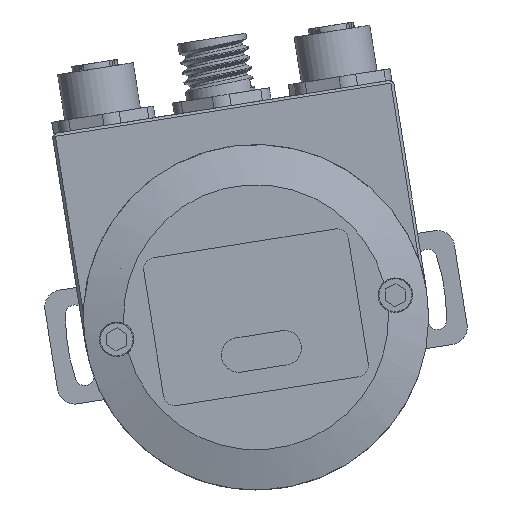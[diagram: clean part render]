
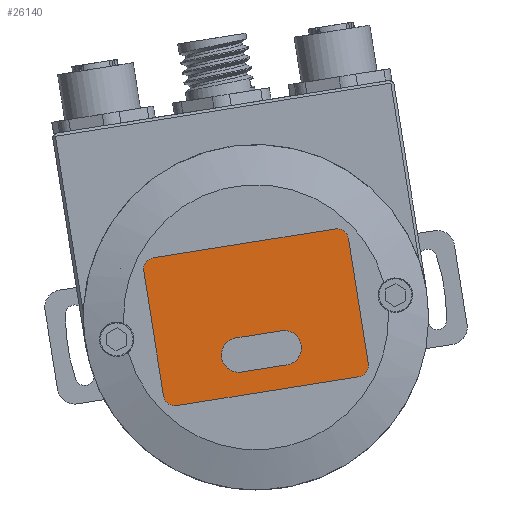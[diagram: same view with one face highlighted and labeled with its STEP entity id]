
A CAD part, front view. The second image highlights one B-rep face of the part: STEP entity #26140.
In plain terms, the highlighted planar face has unit normal (0, -1, 0).
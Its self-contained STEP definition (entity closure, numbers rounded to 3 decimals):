
#1090 = FACE_BOUND ( 'NONE', #7983, .T. ) ;
#1553 = CARTESIAN_POINT ( 'NONE',  ( -17.833, -68.587, -6.43 ) ) ;
#1575 = AXIS2_PLACEMENT_3D ( 'NONE', #34121, #22250, #8166 ) ;
#1650 = VECTOR ( 'NONE', #19504, 1000. ) ;
#1966 = VECTOR ( 'NONE', #32720, 1000. ) ;
#1995 = DIRECTION ( 'NONE',  ( 0.988, 0., 0.156 ) ) ;
#2587 = EDGE_CURVE ( 'NONE', #18875, #25496, #30402, .T. ) ;
#2964 = ORIENTED_EDGE ( 'NONE', *, *, #9444, .T. ) ;
#3029 = CARTESIAN_POINT ( 'NONE',  ( -13.824, -68.587, -18.957 ) ) ;
#3480 = CARTESIAN_POINT ( 'NONE',  ( 16.003, -68.587, 10.066 ) ) ;
#4541 = VECTOR ( 'NONE', #13724, 1000. ) ;
#4623 = DIRECTION ( 'NONE',  ( 0.988, 0., 0.156 ) ) ;
#4709 = CARTESIAN_POINT ( 'NONE',  ( -13.824, -68.587, -18.957 ) ) ;
#4933 = AXIS2_PLACEMENT_3D ( 'NONE', #29884, #26491, #15418 ) ;
#5011 = AXIS2_PLACEMENT_3D ( 'NONE', #14576, #34532, #14042 ) ;
#5831 = CARTESIAN_POINT ( 'NONE',  ( -2.597, -68.587, -13.129 ) ) ;
#6255 = EDGE_CURVE ( 'NONE', #24159, #29112, #18257, .T. ) ;
#6897 = CARTESIAN_POINT ( 'NONE',  ( -14.137, -68.587, -16.982 ) ) ;
#7141 = DIRECTION ( 'NONE',  ( 0.988, 0., 0.156 ) ) ;
#7445 = EDGE_LOOP ( 'NONE', ( #2964, #22153, #33981, #25179, #7626, #12344, #29523, #8958 ) ) ;
#7626 = ORIENTED_EDGE ( 'NONE', *, *, #20672, .T. ) ;
#7845 = EDGE_CURVE ( 'NONE', #27480, #15475, #22291, .T. ) ;
#7983 = EDGE_LOOP ( 'NONE', ( #26765, #16572, #21399, #10898 ) ) ;
#8166 = DIRECTION ( 'NONE',  ( 0.988, 0., 0.156 ) ) ;
#8349 = VERTEX_POINT ( 'NONE', #13385 ) ;
#8958 = ORIENTED_EDGE ( 'NONE', *, *, #23340, .T. ) ;
#9250 = CIRCLE ( 'NONE', #18847, 3. ) ;
#9444 = EDGE_CURVE ( 'NONE', #13816, #31288, #25120, .T. ) ;
#9887 = DIRECTION ( 'NONE',  ( 0.988, 0., 0.156 ) ) ;
#9922 = VERTEX_POINT ( 'NONE', #12995 ) ;
#10149 = LINE ( 'NONE', #1553, #4541 ) ;
#10404 = DIRECTION ( 'NONE',  ( 0., -1., 0. ) ) ;
#10898 = ORIENTED_EDGE ( 'NONE', *, *, #35383, .F. ) ;
#11172 = EDGE_CURVE ( 'NONE', #35575, #18875, #18392, .T. ) ;
#11253 = DIRECTION ( 'NONE',  ( -0.988, 0., -0.156 ) ) ;
#11612 = LINE ( 'NONE', #5831, #25803 ) ;
#11991 = VECTOR ( 'NONE', #7141, 1000. ) ;
#12344 = ORIENTED_EDGE ( 'NONE', *, *, #11172, .T. ) ;
#12923 = VECTOR ( 'NONE', #11253, 1000. ) ;
#12995 = CARTESIAN_POINT ( 'NONE',  ( 13.715, -68.587, 11.728 ) ) ;
#13182 = CARTESIAN_POINT ( 'NONE',  ( -3.536, -68.587, -7.203 ) ) ;
#13247 = DIRECTION ( 'NONE',  ( 0., -1., 0. ) ) ;
#13385 = CARTESIAN_POINT ( 'NONE',  ( -2.597, -68.587, -13.129 ) ) ;
#13724 = DIRECTION ( 'NONE',  ( 0.156, 0., -0.988 ) ) ;
#13816 = VERTEX_POINT ( 'NONE', #25395 ) ;
#14033 = CARTESIAN_POINT ( 'NONE',  ( 5.304, -68.587, -11.878 ) ) ;
#14042 = DIRECTION ( 'NONE',  ( 0.988, 0., 0.156 ) ) ;
#14576 = CARTESIAN_POINT ( 'NONE',  ( 14.028, -68.587, 9.753 ) ) ;
#14619 = LINE ( 'NONE', #31534, #12923 ) ;
#15151 = CARTESIAN_POINT ( 'NONE',  ( -17.891, -68.587, 6.723 ) ) ;
#15418 = DIRECTION ( 'NONE',  ( 0.988, 0., 0.156 ) ) ;
#15475 = VERTEX_POINT ( 'NONE', #32968 ) ;
#16572 = ORIENTED_EDGE ( 'NONE', *, *, #6255, .F. ) ;
#16693 = CARTESIAN_POINT ( 'NONE',  ( 17.724, -68.587, -0.799 ) ) ;
#17068 = DIRECTION ( 'NONE',  ( 0.988, 0., 0.156 ) ) ;
#17202 = EDGE_CURVE ( 'NONE', #9922, #27480, #14619, .T. ) ;
#18257 = LINE ( 'NONE', #13182, #1966 ) ;
#18339 = DIRECTION ( 'NONE',  ( 0., -1., 0. ) ) ;
#18392 = CIRCLE ( 'NONE', #18484, 2. ) ;
#18484 = AXIS2_PLACEMENT_3D ( 'NONE', #6897, #18339, #9887 ) ;
#18847 = AXIS2_PLACEMENT_3D ( 'NONE', #30893, #19246, #30697 ) ;
#18875 = VERTEX_POINT ( 'NONE', #3029 ) ;
#19246 = DIRECTION ( 'NONE',  ( 0., -1., 0. ) ) ;
#19504 = DIRECTION ( 'NONE',  ( -0.156, 0., 0.988 ) ) ;
#20154 = EDGE_CURVE ( 'NONE', #29112, #8349, #9250, .T. ) ;
#20672 = EDGE_CURVE ( 'NONE', #15475, #35575, #10149, .T. ) ;
#20997 = EDGE_CURVE ( 'NONE', #23189, #24159, #27117, .T. ) ;
#21145 = FACE_OUTER_BOUND ( 'NONE', #7445, .T. ) ;
#21222 = CIRCLE ( 'NONE', #5011, 2. ) ;
#21354 = CARTESIAN_POINT ( 'NONE',  ( 17.469, -68.587, -11.976 ) ) ;
#21399 = ORIENTED_EDGE ( 'NONE', *, *, #20997, .F. ) ;
#22153 = ORIENTED_EDGE ( 'NONE', *, *, #24185, .T. ) ;
#22250 = DIRECTION ( 'NONE',  ( 0., -1., 0. ) ) ;
#22291 = CIRCLE ( 'NONE', #33706, 2. ) ;
#23189 = VERTEX_POINT ( 'NONE', #14033 ) ;
#23340 = EDGE_CURVE ( 'NONE', #25496, #13816, #33169, .T. ) ;
#24159 = VERTEX_POINT ( 'NONE', #31133 ) ;
#24185 = EDGE_CURVE ( 'NONE', #31288, #9922, #21222, .T. ) ;
#25108 = CARTESIAN_POINT ( 'NONE',  ( -16.112, -68.587, -17.295 ) ) ;
#25120 = LINE ( 'NONE', #16693, #1650 ) ;
#25179 = ORIENTED_EDGE ( 'NONE', *, *, #7845, .T. ) ;
#25395 = CARTESIAN_POINT ( 'NONE',  ( 19.445, -68.587, -11.663 ) ) ;
#25496 = VERTEX_POINT ( 'NONE', #35007 ) ;
#25803 = VECTOR ( 'NONE', #17068, 1000. ) ;
#26140 = ADVANCED_FACE ( 'NONE', ( #1090, #21145 ), #26939, .T. ) ;
#26491 = DIRECTION ( 'NONE',  ( 0., -1., 0. ) ) ;
#26765 = ORIENTED_EDGE ( 'NONE', *, *, #20154, .F. ) ;
#26939 = PLANE ( 'NONE',  #1575 ) ;
#27117 = CIRCLE ( 'NONE', #4933, 3. ) ;
#27152 = AXIS2_PLACEMENT_3D ( 'NONE', #21354, #13247, #4623 ) ;
#27480 = VERTEX_POINT ( 'NONE', #15151 ) ;
#27572 = CARTESIAN_POINT ( 'NONE',  ( -3.536, -68.587, -7.203 ) ) ;
#28071 = CARTESIAN_POINT ( 'NONE',  ( -17.578, -68.587, 4.747 ) ) ;
#29112 = VERTEX_POINT ( 'NONE', #27572 ) ;
#29523 = ORIENTED_EDGE ( 'NONE', *, *, #2587, .T. ) ;
#29884 = CARTESIAN_POINT ( 'NONE',  ( 4.835, -68.587, -8.915 ) ) ;
#30402 = LINE ( 'NONE', #4709, #11991 ) ;
#30697 = DIRECTION ( 'NONE',  ( 0.988, 0., 0.156 ) ) ;
#30893 = CARTESIAN_POINT ( 'NONE',  ( -3.067, -68.587, -10.166 ) ) ;
#31133 = CARTESIAN_POINT ( 'NONE',  ( 4.365, -68.587, -5.952 ) ) ;
#31288 = VERTEX_POINT ( 'NONE', #3480 ) ;
#31534 = CARTESIAN_POINT ( 'NONE',  ( -17.891, -68.587, 6.723 ) ) ;
#32720 = DIRECTION ( 'NONE',  ( -0.988, 0., -0.156 ) ) ;
#32968 = CARTESIAN_POINT ( 'NONE',  ( -19.554, -68.587, 4.434 ) ) ;
#33169 = CIRCLE ( 'NONE', #27152, 2. ) ;
#33706 = AXIS2_PLACEMENT_3D ( 'NONE', #28071, #10404, #1995 ) ;
#33981 = ORIENTED_EDGE ( 'NONE', *, *, #17202, .T. ) ;
#34121 = CARTESIAN_POINT ( 'NONE',  ( 14.028, -68.587, 9.753 ) ) ;
#34532 = DIRECTION ( 'NONE',  ( 0., -1., 0. ) ) ;
#35007 = CARTESIAN_POINT ( 'NONE',  ( 17.782, -68.587, -13.951 ) ) ;
#35383 = EDGE_CURVE ( 'NONE', #8349, #23189, #11612, .T. ) ;
#35575 = VERTEX_POINT ( 'NONE', #25108 ) ;
